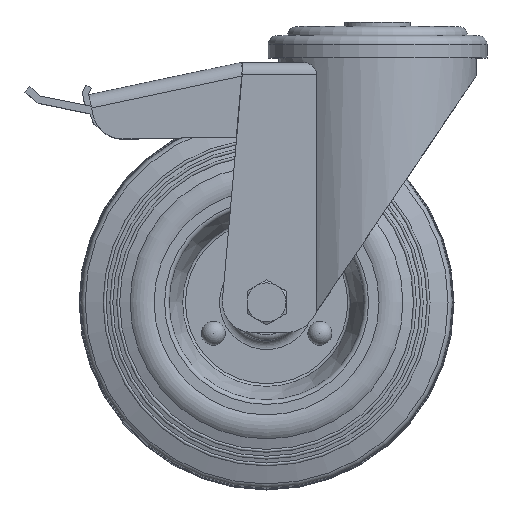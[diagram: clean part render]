
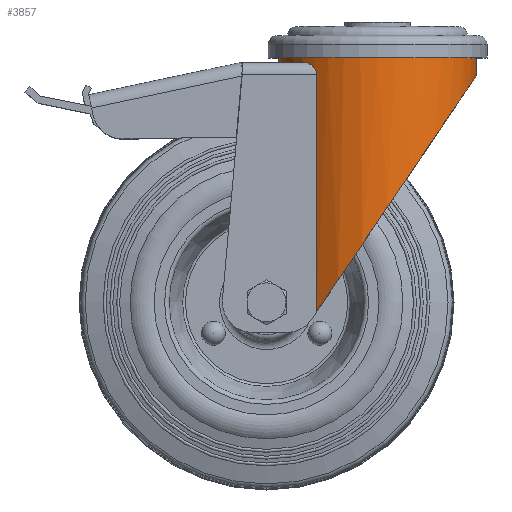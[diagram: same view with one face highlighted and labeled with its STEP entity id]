
A CAD part, top view. The second image highlights one B-rep face of the part: STEP entity #3857.
In plain terms, the highlighted cylindrical face has radius 33 mm (diameter 66 mm), a full revolution.
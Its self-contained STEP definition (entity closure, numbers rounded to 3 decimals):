
#63=B_SPLINE_CURVE_WITH_KNOTS('',3,(#6561,#6562,#6563,#6564,#6565,#6566,
#6567,#6568,#6569,#6570,#6571,#6572),.UNSPECIFIED.,.F.,.F.,(4,2,2,2,2,4),
(-2.865,-2.789,-2.712,-2.56,
-2.339,-2.119),.UNSPECIFIED.);
#64=B_SPLINE_CURVE_WITH_KNOTS('',3,(#6575,#6576,#6577,#6578,#6579,#6580,
#6581,#6582,#6583,#6584,#6585,#6586),.UNSPECIFIED.,.F.,.F.,(4,2,2,2,2,4),
(-2.178,-1.958,-1.738,-1.585,
-1.509,-1.432),.UNSPECIFIED.);
#73=ELLIPSE('',#4363,58.964,33.);
#74=ELLIPSE('',#4365,58.964,33.);
#334=CYLINDRICAL_SURFACE('',#4361,33.);
#465=CIRCLE('',#4362,33.);
#466=CIRCLE('',#4364,33.);
#722=FACE_OUTER_BOUND('',#957,.T.);
#957=EDGE_LOOP('',(#3182,#3183,#3184,#3185,#3186,#3187,#3188,#3189,#3190,
#3191));
#1297=LINE('',#6489,#1582);
#1316=LINE('',#6550,#1601);
#1318=LINE('',#6558,#1603);
#1582=VECTOR('',#5180,1000.);
#1601=VECTOR('',#5235,1000.);
#1603=VECTOR('',#5243,33.);
#1851=VERTEX_POINT('',#6477);
#1856=VERTEX_POINT('',#6487);
#1879=VERTEX_POINT('',#6547);
#1880=VERTEX_POINT('',#6549);
#1882=VERTEX_POINT('',#6555);
#1883=VERTEX_POINT('',#6557);
#1884=VERTEX_POINT('',#6560);
#1885=VERTEX_POINT('',#6573);
#2309=EDGE_CURVE('',#1851,#1856,#1297,.T.);
#2338=EDGE_CURVE('',#1880,#1879,#1316,.F.);
#2341=EDGE_CURVE('',#1882,#1882,#465,.T.);
#2342=EDGE_CURVE('',#1882,#1883,#1318,.T.);
#2343=EDGE_CURVE('',#1883,#1851,#73,.T.);
#2344=EDGE_CURVE('',#1856,#1884,#63,.T.);
#2345=EDGE_CURVE('',#1884,#1885,#466,.T.);
#2346=EDGE_CURVE('',#1885,#1880,#64,.T.);
#2347=EDGE_CURVE('',#1879,#1883,#74,.T.);
#3182=ORIENTED_EDGE('',*,*,#2341,.F.);
#3183=ORIENTED_EDGE('',*,*,#2342,.T.);
#3184=ORIENTED_EDGE('',*,*,#2343,.T.);
#3185=ORIENTED_EDGE('',*,*,#2309,.T.);
#3186=ORIENTED_EDGE('',*,*,#2344,.T.);
#3187=ORIENTED_EDGE('',*,*,#2345,.T.);
#3188=ORIENTED_EDGE('',*,*,#2346,.T.);
#3189=ORIENTED_EDGE('',*,*,#2338,.T.);
#3190=ORIENTED_EDGE('',*,*,#2347,.T.);
#3191=ORIENTED_EDGE('',*,*,#2342,.F.);
#3857=ADVANCED_FACE('',(#722),#334,.T.);
#4361=AXIS2_PLACEMENT_3D('',#6554,#5239,#5240);
#4362=AXIS2_PLACEMENT_3D('',#6556,#5241,#5242);
#4363=AXIS2_PLACEMENT_3D('',#6559,#5244,#5245);
#4364=AXIS2_PLACEMENT_3D('',#6574,#5246,#5247);
#4365=AXIS2_PLACEMENT_3D('',#6587,#5248,#5249);
#5180=DIRECTION('',(0.,1.,0.));
#5235=DIRECTION('',(0.,1.,0.));
#5239=DIRECTION('center_axis',(0.,1.,0.));
#5240=DIRECTION('ref_axis',(0.,0.,1.));
#5241=DIRECTION('center_axis',(0.,1.,0.));
#5242=DIRECTION('ref_axis',(0.,0.,1.));
#5243=DIRECTION('',(0.,-1.,0.));
#5244=DIRECTION('center_axis',(-0.829,0.56,0.));
#5245=DIRECTION('ref_axis',(0.56,0.829,0.));
#5246=DIRECTION('center_axis',(0.,1.,0.));
#5247=DIRECTION('ref_axis',(0.,0.,1.));
#5248=DIRECTION('center_axis',(-0.829,0.56,0.));
#5249=DIRECTION('ref_axis',(0.56,0.829,0.));
#6477=CARTESIAN_POINT('',(16.678,-3.198,-26.));
#6487=CARTESIAN_POINT('',(16.678,76.,-26.));
#6489=CARTESIAN_POINT('',(16.678,93.5,-26.));
#6547=CARTESIAN_POINT('',(16.678,-3.198,26.));
#6549=CARTESIAN_POINT('',(16.678,76.,26.));
#6550=CARTESIAN_POINT('',(16.678,93.5,26.));
#6554=CARTESIAN_POINT('Origin',(37.,93.5,0.));
#6555=CARTESIAN_POINT('',(37.,81.5,-33.));
#6556=CARTESIAN_POINT('Origin',(37.,81.5,0.));
#6557=CARTESIAN_POINT('',(37.,26.894,-33.));
#6558=CARTESIAN_POINT('',(37.,93.5,-33.));
#6559=CARTESIAN_POINT('Origin',(37.,26.894,0.));
#6560=CARTESIAN_POINT('',(12.403,80.,-22.));
#6561=CARTESIAN_POINT('Ctrl Pts',(16.678,76.,-26.));
#6562=CARTESIAN_POINT('Ctrl Pts',(16.678,76.254,-26.));
#6563=CARTESIAN_POINT('Ctrl Pts',(16.646,76.509,-25.975));
#6564=CARTESIAN_POINT('Ctrl Pts',(16.525,77.004,-25.88));
#6565=CARTESIAN_POINT('Ctrl Pts',(16.436,77.243,-25.81));
#6566=CARTESIAN_POINT('Ctrl Pts',(16.105,77.917,-25.544));
#6567=CARTESIAN_POINT('Ctrl Pts',(15.799,78.308,-25.292));
#6568=CARTESIAN_POINT('Ctrl Pts',(15.046,79.057,-24.645));
#6569=CARTESIAN_POINT('Ctrl Pts',(14.517,79.411,-24.168));
#6570=CARTESIAN_POINT('Ctrl Pts',(13.44,79.883,-23.119));
#6571=CARTESIAN_POINT('Ctrl Pts',(12.893,80.,-22.547));
#6572=CARTESIAN_POINT('Ctrl Pts',(12.403,80.,-22.));
#6573=CARTESIAN_POINT('',(12.403,80.,22.));
#6574=CARTESIAN_POINT('Origin',(37.,80.,0.));
#6575=CARTESIAN_POINT('Ctrl Pts',(12.403,80.,22.));
#6576=CARTESIAN_POINT('Ctrl Pts',(12.893,80.,22.547));
#6577=CARTESIAN_POINT('Ctrl Pts',(13.44,79.883,23.119));
#6578=CARTESIAN_POINT('Ctrl Pts',(14.517,79.411,24.168));
#6579=CARTESIAN_POINT('Ctrl Pts',(15.046,79.057,24.645));
#6580=CARTESIAN_POINT('Ctrl Pts',(15.799,78.308,25.292));
#6581=CARTESIAN_POINT('Ctrl Pts',(16.105,77.917,25.544));
#6582=CARTESIAN_POINT('Ctrl Pts',(16.436,77.243,25.81));
#6583=CARTESIAN_POINT('Ctrl Pts',(16.525,77.004,25.88));
#6584=CARTESIAN_POINT('Ctrl Pts',(16.646,76.509,25.975));
#6585=CARTESIAN_POINT('Ctrl Pts',(16.678,76.254,26.));
#6586=CARTESIAN_POINT('Ctrl Pts',(16.678,76.,26.));
#6587=CARTESIAN_POINT('Origin',(37.,26.894,0.));
